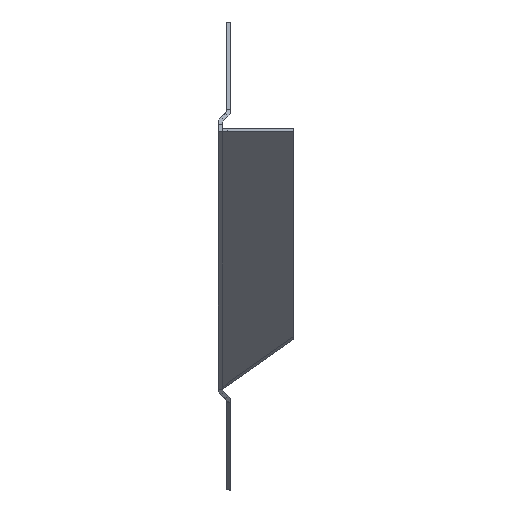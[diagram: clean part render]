
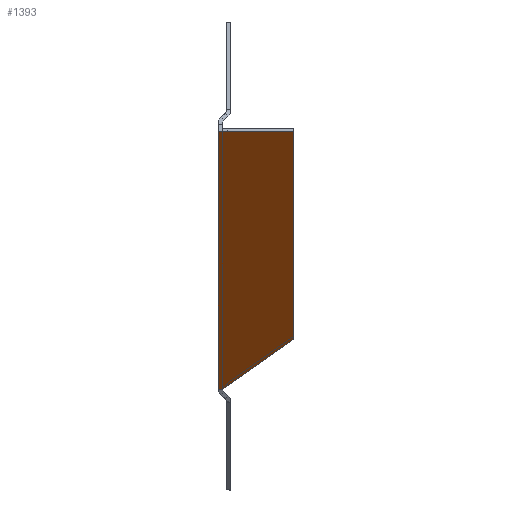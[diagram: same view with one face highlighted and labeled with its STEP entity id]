
A CAD part, left-side view. The second image highlights one B-rep face of the part: STEP entity #1393.
In plain terms, the highlighted planar face has unit normal (-0.707, 0, -0.707).
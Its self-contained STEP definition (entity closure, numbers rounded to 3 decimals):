
#12 = DIRECTION ( 'NONE',  ( 0.707, 0., 0.707 ) ) ;
#13 = DIRECTION ( 'NONE',  ( -0.707, 0., 0.707 ) ) ;
#14 = LINE ( 'NONE', #26, #1376 ) ;
#17 = CARTESIAN_POINT ( 'NONE',  ( -103.172, -1., -44.732 ) ) ;
#18 = CARTESIAN_POINT ( 'NONE',  ( -73.952, 0., -73.952 ) ) ;
#24 = DIRECTION ( 'NONE',  ( 0.707, 0., -0.707 ) ) ;
#26 = CARTESIAN_POINT ( 'NONE',  ( -73.952, 0.7, -73.952 ) ) ;
#49 = CARTESIAN_POINT ( 'NONE',  ( -103.172, -1., -44.732 ) ) ;
#106 = B_SPLINE_CURVE_WITH_KNOTS ( 'NONE', 3,
 ( #686, #824, #1729, #829, #1475, #17 ),
 .UNSPECIFIED., .F., .F.,
 ( 4, 2, 4 ),
 ( 0.001, 0.002, 0.003 ),
 .UNSPECIFIED. ) ;
#127 = EDGE_CURVE ( 'NONE', #1024, #728, #1056, .T. ) ;
#132 = EDGE_CURVE ( 'NONE', #886, #880, #14, .T. ) ;
#177 = LINE ( 'NONE', #604, #1203 ) ;
#217 = CARTESIAN_POINT ( 'NONE',  ( -146.702, -12.3, -1.202 ) ) ;
#247 = DIRECTION ( 'NONE',  ( 0.5, 0.707, -0.5 ) ) ;
#273 = EDGE_LOOP ( 'NONE', ( #354, #933, #807, #1562, #637, #1594 ) ) ;
#300 = VECTOR ( 'NONE', #1558, 1000. ) ;
#347 = LINE ( 'NONE', #1497, #1335 ) ;
#349 = VECTOR ( 'NONE', #13, 1000. ) ;
#354 = ORIENTED_EDGE ( 'NONE', *, *, #838, .F. ) ;
#379 = PLANE ( 'NONE',  #1386 ) ;
#468 = EDGE_CURVE ( 'NONE', #728, #1599, #177, .T. ) ;
#542 = CARTESIAN_POINT ( 'NONE',  ( -73.952, -12.3, -73.952 ) ) ;
#588 = CARTESIAN_POINT ( 'NONE',  ( -111.162, -12.3, -36.742 ) ) ;
#604 = CARTESIAN_POINT ( 'NONE',  ( -146.702, 0., -1.202 ) ) ;
#637 = ORIENTED_EDGE ( 'NONE', *, *, #132, .T. ) ;
#686 = CARTESIAN_POINT ( 'NONE',  ( -102.437, 0.7, -45.467 ) ) ;
#728 = VERTEX_POINT ( 'NONE', #217 ) ;
#756 = DIRECTION ( 'NONE',  ( 0., 1., 0. ) ) ;
#806 = EDGE_CURVE ( 'NONE', #1599, #886, #1710, .T. ) ;
#807 = ORIENTED_EDGE ( 'NONE', *, *, #468, .T. ) ;
#824 = CARTESIAN_POINT ( 'NONE',  ( -102.523, 0.388, -45.381 ) ) ;
#826 = DIRECTION ( 'NONE',  ( 0.707, 0., -0.707 ) ) ;
#829 = CARTESIAN_POINT ( 'NONE',  ( -102.882, -0.47, -45.022 ) ) ;
#838 = EDGE_CURVE ( 'NONE', #1024, #1217, #347, .T. ) ;
#880 = VERTEX_POINT ( 'NONE', #1164 ) ;
#886 = VERTEX_POINT ( 'NONE', #1569 ) ;
#933 = ORIENTED_EDGE ( 'NONE', *, *, #127, .T. ) ;
#1024 = VERTEX_POINT ( 'NONE', #588 ) ;
#1056 = LINE ( 'NONE', #542, #349 ) ;
#1164 = CARTESIAN_POINT ( 'NONE',  ( -102.437, 0.7, -45.467 ) ) ;
#1192 = CARTESIAN_POINT ( 'NONE',  ( -146.702, -1., -1.202 ) ) ;
#1203 = VECTOR ( 'NONE', #756, 1000. ) ;
#1217 = VERTEX_POINT ( 'NONE', #49 ) ;
#1313 = EDGE_CURVE ( 'NONE', #880, #1217, #106, .T. ) ;
#1335 = VECTOR ( 'NONE', #247, 1000. ) ;
#1376 = VECTOR ( 'NONE', #826, 1000. ) ;
#1386 = AXIS2_PLACEMENT_3D ( 'NONE', #18, #12, #24 ) ;
#1393 = ADVANCED_FACE ( 'NONE', ( #1604 ), #379, .F. ) ;
#1475 = CARTESIAN_POINT ( 'NONE',  ( -103.027, -0.736, -44.877 ) ) ;
#1497 = CARTESIAN_POINT ( 'NONE',  ( -101.702, 1.079, -46.202 ) ) ;
#1558 = DIRECTION ( 'NONE',  ( 0., 1., 0. ) ) ;
#1562 = ORIENTED_EDGE ( 'NONE', *, *, #806, .T. ) ;
#1569 = CARTESIAN_POINT ( 'NONE',  ( -146.702, 0.7, -1.202 ) ) ;
#1594 = ORIENTED_EDGE ( 'NONE', *, *, #1313, .T. ) ;
#1599 = VERTEX_POINT ( 'NONE', #1192 ) ;
#1604 = FACE_OUTER_BOUND ( 'NONE', #273, .T. ) ;
#1710 = LINE ( 'NONE', #1737, #300 ) ;
#1729 = CARTESIAN_POINT ( 'NONE',  ( -102.63, 0.091, -45.274 ) ) ;
#1737 = CARTESIAN_POINT ( 'NONE',  ( -146.702, -1., -1.202 ) ) ;
